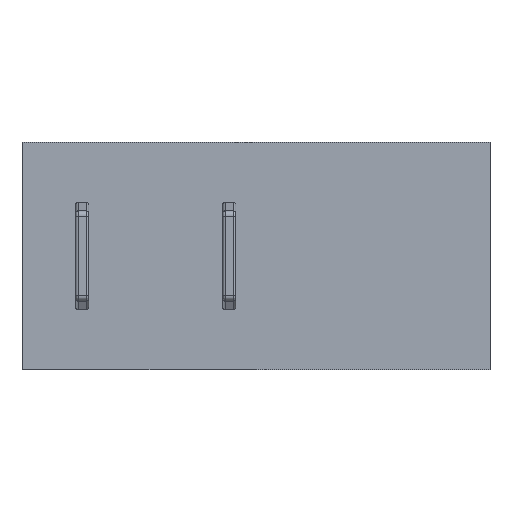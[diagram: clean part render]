
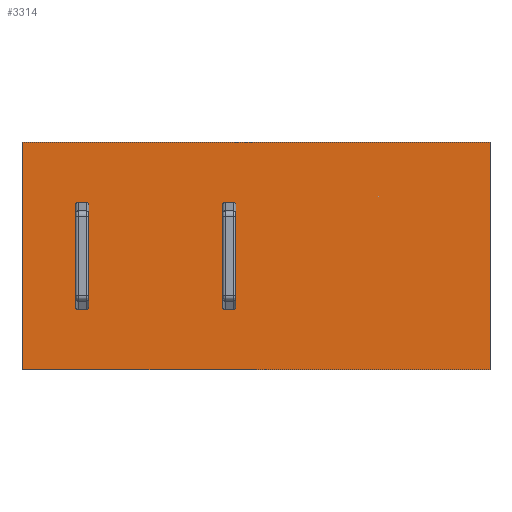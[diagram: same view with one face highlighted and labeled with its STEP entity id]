
A CAD part, left-side view. The second image highlights one B-rep face of the part: STEP entity #3314.
In plain terms, the highlighted planar face has unit normal (-1, 0, 0).
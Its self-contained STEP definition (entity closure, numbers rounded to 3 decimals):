
#582=DIRECTION('',(0.,-1.,0.));
#583=VECTOR('',#582,35.);
#584=CARTESIAN_POINT('',(86.089,68.619,46.717));
#585=LINE('',#584,#583);
#589=DIRECTION('',(0.,0.,1.));
#590=VECTOR('',#589,17.);
#591=CARTESIAN_POINT('',(86.089,68.619,29.717));
#592=LINE('',#591,#590);
#610=DIRECTION('',(0.,0.,1.));
#611=VECTOR('',#610,17.);
#612=CARTESIAN_POINT('',(86.087,33.619,29.717));
#613=LINE('',#612,#611);
#864=DIRECTION('',(0.,-1.,0.));
#865=VECTOR('',#864,35.);
#866=CARTESIAN_POINT('',(86.089,68.619,29.717));
#867=LINE('',#866,#865);
#2498=CARTESIAN_POINT('',(86.087,33.619,46.717));
#2499=VERTEX_POINT('',#2498);
#2500=CARTESIAN_POINT('',(86.089,68.619,46.717));
#2501=VERTEX_POINT('',#2500);
#2614=CARTESIAN_POINT('',(86.089,68.619,29.717));
#2615=VERTEX_POINT('',#2614);
#2616=CARTESIAN_POINT('',(86.087,33.619,29.717));
#2617=VERTEX_POINT('',#2616);
#3301=CARTESIAN_POINT('',(86.087,33.619,46.717));
#3302=DIRECTION('',(-1.,0.,0.));
#3303=DIRECTION('',(0.,1.,0.));
#3304=AXIS2_PLACEMENT_3D('',#3301,#3302,#3303);
#3305=PLANE('',#3304);
#3306=ORIENTED_EDGE('',*,*,#2927,.T.);
#3308=ORIENTED_EDGE('',*,*,#3307,.F.);
#3310=ORIENTED_EDGE('',*,*,#3309,.F.);
#3311=ORIENTED_EDGE('',*,*,#3276,.T.);
#3312=EDGE_LOOP('',(#3306,#3308,#3310,#3311));
#3313=FACE_OUTER_BOUND('',#3312,.F.);
#2927=EDGE_CURVE('',#2501,#2499,#585,.T.);
#3276=EDGE_CURVE('',#2615,#2501,#592,.T.);
#3307=EDGE_CURVE('',#2617,#2499,#613,.T.);
#3309=EDGE_CURVE('',#2615,#2617,#867,.T.);
#3314=ADVANCED_FACE('',(#3313),#3305,.T.);
